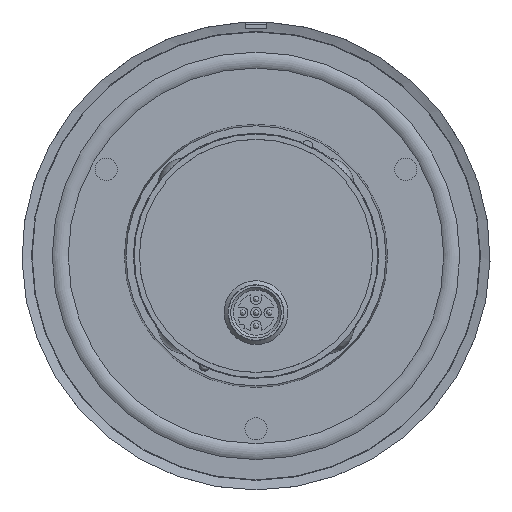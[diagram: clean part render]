
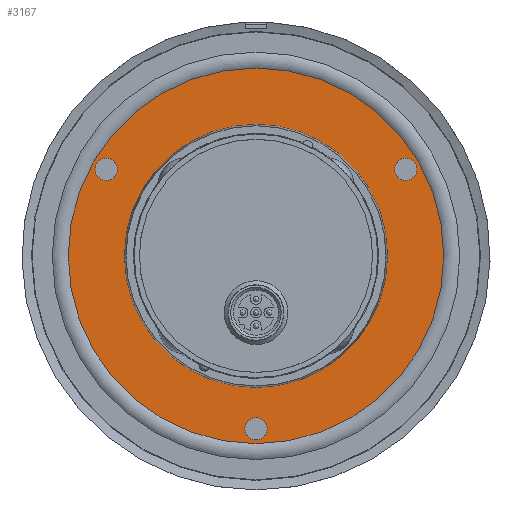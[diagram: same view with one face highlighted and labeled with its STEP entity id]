
A CAD part, front view. The second image highlights one B-rep face of the part: STEP entity #3167.
In plain terms, the highlighted planar face has unit normal (0, -1, 0).
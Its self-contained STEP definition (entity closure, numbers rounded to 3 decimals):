
#45 = CARTESIAN_POINT ( 'NONE',  ( 0., 4.4, 0. ) ) ;
#191 = VERTEX_POINT ( 'NONE', #3205 ) ;
#250 = CARTESIAN_POINT ( 'NONE',  ( -28.146, 4.4, 16.25 ) ) ;
#490 = CARTESIAN_POINT ( 'NONE',  ( 0., 4.4, -32.5 ) ) ;
#971 = DIRECTION ( 'NONE',  ( 0., -1., 0. ) ) ;
#1226 = CARTESIAN_POINT ( 'NONE',  ( 0., 4.4, -35.3 ) ) ;
#1252 = AXIS2_PLACEMENT_3D ( 'NONE', #250, #2291, #5290 ) ;
#1310 = EDGE_LOOP ( 'NONE', ( #1672 ) ) ;
#1442 = DIRECTION ( 'NONE',  ( 0., 0., -1. ) ) ;
#1492 = CIRCLE ( 'NONE', #6977, 35.3 ) ;
#1672 = ORIENTED_EDGE ( 'NONE', *, *, #1734, .F. ) ;
#1734 = EDGE_CURVE ( 'NONE', #2843, #2843, #7011, .T. ) ;
#2154 = PLANE ( 'NONE',  #7972 ) ;
#2291 = DIRECTION ( 'NONE',  ( 0., -1., 0. ) ) ;
#2827 = CARTESIAN_POINT ( 'NONE',  ( 28.146, 4.4, 16.25 ) ) ;
#2843 = VERTEX_POINT ( 'NONE', #5858 ) ;
#2886 = FACE_BOUND ( 'NONE', #1310, .T. ) ;
#3083 = FACE_BOUND ( 'NONE', #3529, .T. ) ;
#3167 = ADVANCED_FACE ( 'NONE', ( #3083, #3725, #2886, #8895, #4511 ), #2154, .F. ) ;
#3205 = CARTESIAN_POINT ( 'NONE',  ( 0., 4.4, 24.744 ) ) ;
#3398 = DIRECTION ( 'NONE',  ( 0., -1., 0. ) ) ;
#3529 = EDGE_LOOP ( 'NONE', ( #5389 ) ) ;
#3725 = FACE_BOUND ( 'NONE', #8604, .T. ) ;
#3934 = AXIS2_PLACEMENT_3D ( 'NONE', #7728, #971, #9282 ) ;
#4061 = AXIS2_PLACEMENT_3D ( 'NONE', #2827, #8829, #4405 ) ;
#4177 = AXIS2_PLACEMENT_3D ( 'NONE', #490, #3398, #9564 ) ;
#4200 = ORIENTED_EDGE ( 'NONE', *, *, #5623, .F. ) ;
#4316 = VERTEX_POINT ( 'NONE', #8211 ) ;
#4324 = EDGE_CURVE ( 'NONE', #4316, #4316, #7046, .T. ) ;
#4405 = DIRECTION ( 'NONE',  ( 0., 0., 1. ) ) ;
#4511 = FACE_OUTER_BOUND ( 'NONE', #8635, .T. ) ;
#4706 = EDGE_LOOP ( 'NONE', ( #8009 ) ) ;
#4832 = CARTESIAN_POINT ( 'NONE',  ( -28.146, 4.4, 18.348 ) ) ;
#5136 = DIRECTION ( 'NONE',  ( 0., 1., 0. ) ) ;
#5290 = DIRECTION ( 'NONE',  ( 0., 0., 1. ) ) ;
#5389 = ORIENTED_EDGE ( 'NONE', *, *, #6257, .F. ) ;
#5623 = EDGE_CURVE ( 'NONE', #6302, #6302, #7857, .T. ) ;
#5858 = CARTESIAN_POINT ( 'NONE',  ( 0., 4.4, -30.402 ) ) ;
#6257 = EDGE_CURVE ( 'NONE', #191, #191, #7065, .T. ) ;
#6302 = VERTEX_POINT ( 'NONE', #4832 ) ;
#6437 = VERTEX_POINT ( 'NONE', #1226 ) ;
#6486 = ORIENTED_EDGE ( 'NONE', *, *, #9166, .F. ) ;
#6672 = DIRECTION ( 'NONE',  ( 0., 1., 0. ) ) ;
#6977 = AXIS2_PLACEMENT_3D ( 'NONE', #45, #5136, #1442 ) ;
#7011 = CIRCLE ( 'NONE', #4177, 2.098 ) ;
#7046 = CIRCLE ( 'NONE', #4061, 2.098 ) ;
#7065 = CIRCLE ( 'NONE', #3934, 24.744 ) ;
#7728 = CARTESIAN_POINT ( 'NONE',  ( 0., 4.4, 0. ) ) ;
#7857 = CIRCLE ( 'NONE', #1252, 2.098 ) ;
#7972 = AXIS2_PLACEMENT_3D ( 'NONE', #9033, #6672, #8842 ) ;
#8009 = ORIENTED_EDGE ( 'NONE', *, *, #4324, .F. ) ;
#8211 = CARTESIAN_POINT ( 'NONE',  ( 28.146, 4.4, 18.348 ) ) ;
#8604 = EDGE_LOOP ( 'NONE', ( #4200 ) ) ;
#8635 = EDGE_LOOP ( 'NONE', ( #6486 ) ) ;
#8829 = DIRECTION ( 'NONE',  ( 0., -1., 0. ) ) ;
#8842 = DIRECTION ( 'NONE',  ( 0., 0., 1. ) ) ;
#8895 = FACE_BOUND ( 'NONE', #4706, .T. ) ;
#9033 = CARTESIAN_POINT ( 'NONE',  ( -35.3, 4.4, 0. ) ) ;
#9166 = EDGE_CURVE ( 'NONE', #6437, #6437, #1492, .T. ) ;
#9282 = DIRECTION ( 'NONE',  ( 0., 0., 1. ) ) ;
#9564 = DIRECTION ( 'NONE',  ( 0., 0., 1. ) ) ;
